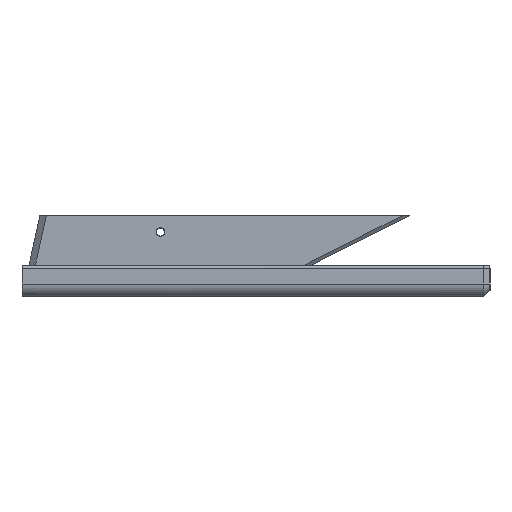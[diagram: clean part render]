
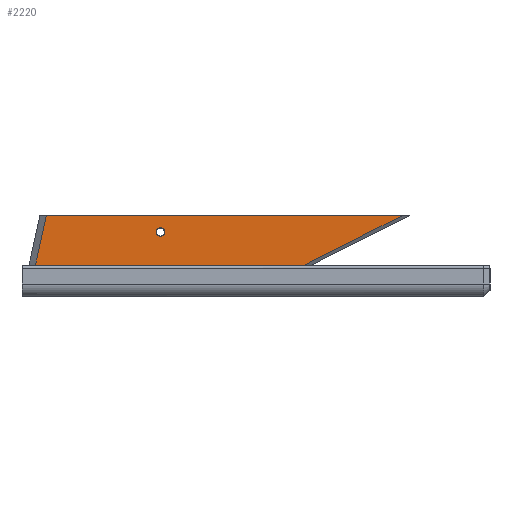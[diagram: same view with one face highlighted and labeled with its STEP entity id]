
A CAD part, left-side view. The second image highlights one B-rep face of the part: STEP entity #2220.
In plain terms, the highlighted planar face has unit normal (-1, 0, 0).
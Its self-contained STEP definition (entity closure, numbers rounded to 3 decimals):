
#357=CARTESIAN_POINT('',(1383.991,239.561,124.6));
#358=VERTEX_POINT('',#357);
#365=CARTESIAN_POINT('',(1383.991,324.513,124.6));
#366=VERTEX_POINT('',#365);
#367=CARTESIAN_POINT('',(1383.991,324.513,124.6));
#368=DIRECTION('',(0.,-1.,0.));
#369=VECTOR('',#368,84.952);
#370=LINE('',#367,#369);
#371=EDGE_CURVE('',#366,#358,#370,.T.);
#1805=CARTESIAN_POINT('',(1383.991,321.052,140.215));
#1806=VERTEX_POINT('',#1805);
#1813=CARTESIAN_POINT('',(1383.991,208.592,140.215));
#1814=VERTEX_POINT('',#1813);
#1815=CARTESIAN_POINT('',(1383.991,208.592,140.215));
#1816=DIRECTION('',(0.,1.,0.));
#1817=VECTOR('',#1816,112.459);
#1818=LINE('',#1815,#1817);
#1819=EDGE_CURVE('',#1814,#1806,#1818,.T.);
#2175=CARTESIAN_POINT('',(1383.991,321.052,140.215));
#2176=DIRECTION('',(0.,0.216,-0.976));
#2177=VECTOR('',#2176,15.994);
#2178=LINE('',#2175,#2177);
#2179=EDGE_CURVE('',#1806,#366,#2178,.T.);
#2184=CARTESIAN_POINT('',(1383.991,227.783,106.987));
#2185=DIRECTION('',(1.,0.,0.));
#2186=DIRECTION('',(0.,1.,-0.));
#2187=AXIS2_PLACEMENT_3D('',#2184,#2185,#2186);
#2188=PLANE('',#2187);
#2189=CARTESIAN_POINT('',(1383.991,285.,133.625));
#2190=VERTEX_POINT('',#2189);
#2191=CARTESIAN_POINT('',(1383.991,285.,136.375));
#2192=VERTEX_POINT('',#2191);
#2193=CARTESIAN_POINT('',(1383.991,285.,135.));
#2194=DIRECTION('',(1.,0.,0.));
#2195=DIRECTION('',(0.,0.,-1.));
#2196=AXIS2_PLACEMENT_3D('',#2193,#2194,#2195);
#2197=CIRCLE('',#2196,1.375);
#2198=EDGE_CURVE('',#2190,#2192,#2197,.T.);
#2199=ORIENTED_EDGE('',*,*,#2198,.T.);
#2200=CARTESIAN_POINT('',(1383.991,285.,135.));
#2201=DIRECTION('',(1.,0.,0.));
#2202=DIRECTION('',(0.,0.,-1.));
#2203=AXIS2_PLACEMENT_3D('',#2200,#2201,#2202);
#2204=CIRCLE('',#2203,1.375);
#2205=EDGE_CURVE('',#2192,#2190,#2204,.T.);
#2206=ORIENTED_EDGE('',*,*,#2205,.T.);
#2207=EDGE_LOOP('',(#2199,#2206));
#2208=FACE_BOUND('',#2207,.T.);
#2209=CARTESIAN_POINT('',(1383.991,239.561,124.6));
#2210=DIRECTION('',(-0.,-0.893,0.45));
#2211=VECTOR('',#2210,34.682);
#2212=LINE('',#2209,#2211);
#2213=EDGE_CURVE('',#358,#1814,#2212,.T.);
#2214=ORIENTED_EDGE('',*,*,#2213,.T.);
#2215=ORIENTED_EDGE('',*,*,#1819,.T.);
#2216=ORIENTED_EDGE('',*,*,#2179,.T.);
#2217=ORIENTED_EDGE('',*,*,#371,.T.);
#2218=EDGE_LOOP('',(#2214,#2215,#2216,#2217));
#2219=FACE_BOUND('',#2218,.T.);
#2220=ADVANCED_FACE('',(#2208,#2219),#2188,.F.);
